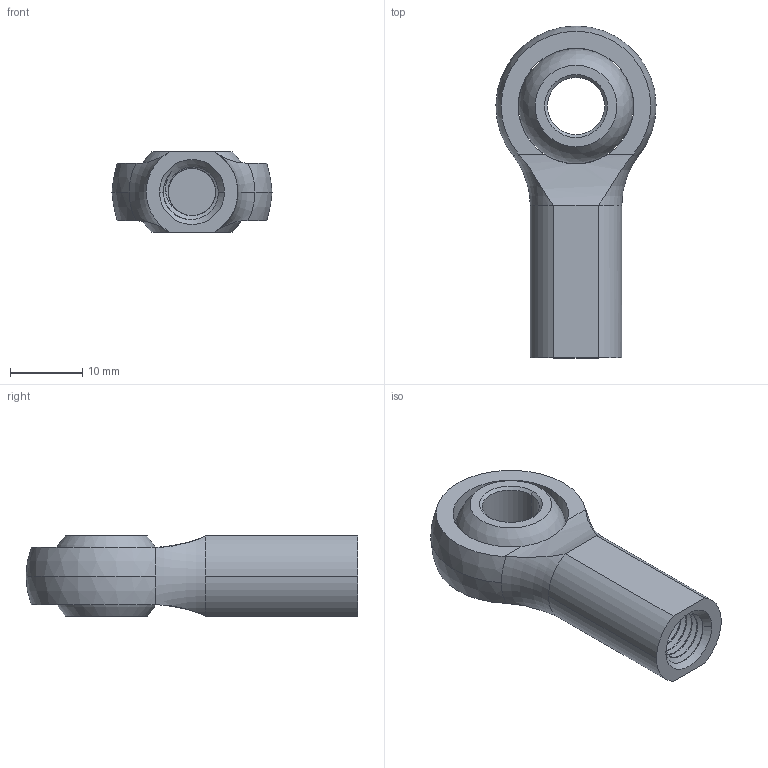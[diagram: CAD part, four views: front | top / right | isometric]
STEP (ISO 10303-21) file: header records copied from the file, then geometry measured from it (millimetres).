
FILE_DESCRIPTION (( 'STEP AP203' ), '1' );
FILE_NAME ('60645K331.STEP', '2014-10-03T14:06:09', ( 'Kyle' ), ( 'Microsoft' ), 'SwSTEP 2.0', 'SolidWorks 2014', '' );
FILE_SCHEMA (( 'CONFIG_CONTROL_DESIGN' ));
Length unit declared in the file: inch
Products named in the file (1): 60645K331
Bounding box: 22.22 x 46.04 x 11.11 mm (x, y, z)
Volume: 4868.8 mm3; surface area: 3841.1 mm2
Topology: 2 solids, 2 shells, 67 faces, 184 edges, 120 vertices
Faces by surface type: cylinder 42, plane 8, cone 7, sphere 4, torus 3, bspline 3
Entity records: 5228 total; most frequent: CARTESIAN_POINT 3660, ORIENTED_EDGE 364, DIRECTION 266, EDGE_CURVE 182, VERTEX_POINT 120, AXIS2_PLACEMENT_3D 105, EDGE_LOOP 72, ADVANCED_FACE 67
